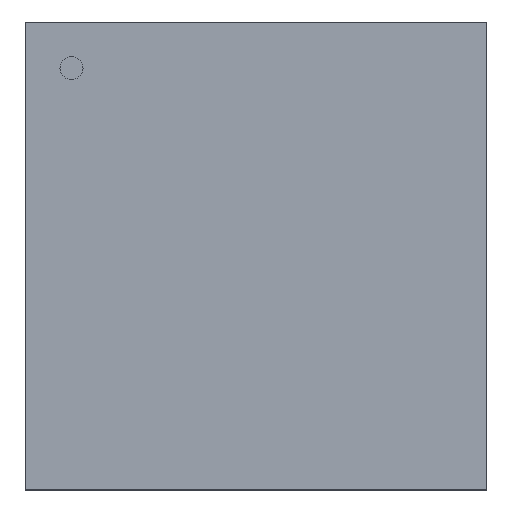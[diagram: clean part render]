
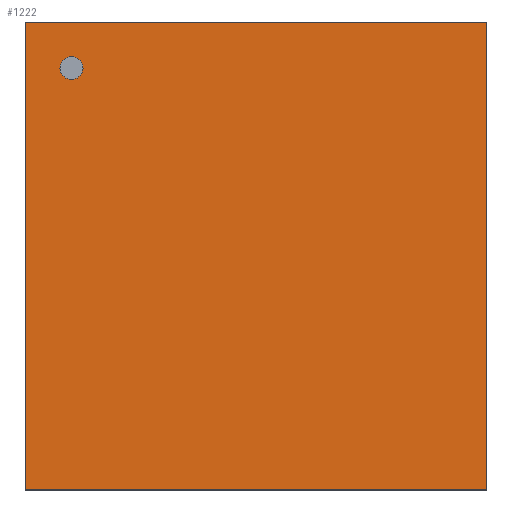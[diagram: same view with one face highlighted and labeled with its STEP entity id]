
A CAD part, top view. The second image highlights one B-rep face of the part: STEP entity #1222.
In plain terms, the highlighted planar face has unit normal (0, 0, 1).
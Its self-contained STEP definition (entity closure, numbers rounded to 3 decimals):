
#998=CARTESIAN_POINT('',(1.778,-1.803,0.533));
#997=VERTEX_POINT('',#998);
#1008=CARTESIAN_POINT('',(-1.778,-1.803,0.533));
#1007=VERTEX_POINT('',#1008);
#1006=EDGE_CURVE('',#1007,#997,#1011,.T.);
#1011=LINE('',#1008,#1013);
#1013=VECTOR('',#1014,3.556);
#1014=DIRECTION('',(1.0,0.0,0.0));
#1047=CARTESIAN_POINT('',(1.778,1.803,0.533));
#1046=VERTEX_POINT('',#1047);
#1055=EDGE_CURVE('',#997,#1046,#1060,.T.);
#1060=LINE('',#998,#1062);
#1062=VECTOR('',#1063,3.607);
#1063=DIRECTION('',(0.0,1.0,0.0));
#1096=CARTESIAN_POINT('',(-1.778,1.803,0.533));
#1095=VERTEX_POINT('',#1096);
#1104=EDGE_CURVE('',#1046,#1095,#1109,.T.);
#1109=LINE('',#1047,#1111);
#1111=VECTOR('',#1112,3.556);
#1112=DIRECTION('',(-1.0,0.0,0.0));
#1153=EDGE_CURVE('',#1095,#1007,#1158,.T.);
#1158=LINE('',#1096,#1160);
#1160=VECTOR('',#1161,3.607);
#1161=DIRECTION('',(0.0,-1.0,0.0));
#1222=ADVANCED_FACE('',(#1228),#1223,.T.);
#1223=PLANE('',#1224);
#1224=AXIS2_PLACEMENT_3D('',#1225,#1226,#1227);
#1225=CARTESIAN_POINT('',(-1.778,-1.803,0.533));
#1226=DIRECTION('',(0.0,0.0,1.0));
#1227=DIRECTION('',(0.,1.,0.));
#1228=FACE_OUTER_BOUND('',#1229,.T.);
#1229=EDGE_LOOP('',(#1230,#1240,#1250,#1260));
#1230=ORIENTED_EDGE('',*,*,#1006,.T.);
#1240=ORIENTED_EDGE('',*,*,#1055,.T.);
#1250=ORIENTED_EDGE('',*,*,#1104,.T.);
#1260=ORIENTED_EDGE('',*,*,#1153,.T.);
